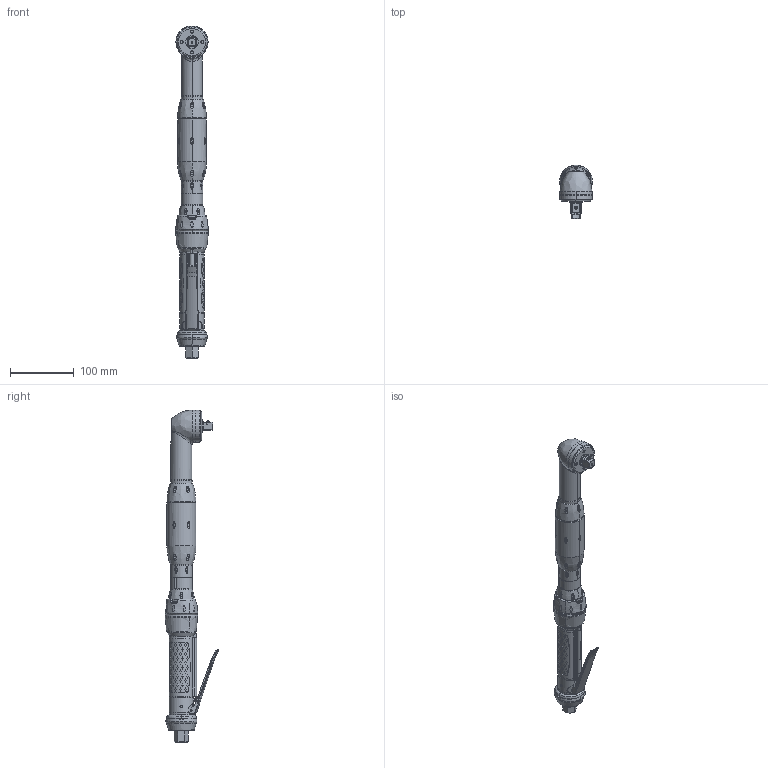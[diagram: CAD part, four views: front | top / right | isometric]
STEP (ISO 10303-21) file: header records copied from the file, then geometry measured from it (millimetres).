
FILE_DESCRIPTION((''),'2;1');
FILE_NAME('EXT_COMP_SW0001','2020-12-08T12:01:20',('INEEXTrab'),(''),'CREO PARAMETRIC BY PTC INC, 2018100','CREO PARAMETRIC BY PTC INC, 2018100','');
FILE_SCHEMA(('CONFIG_CONTROL_DESIGN'));
Products named in the file (1): EXT_COMP_SW0001
Bounding box: 51.39 x 84.72 x 521.75 mm (x, y, z)
Volume: 681604.7 mm3; surface area: 88428.3 mm2
Topology: 3 solids, 5 shells, 1558 faces, 3967 edges, 2606 vertices
Faces by surface type: bspline 874, cylinder 359, plane 147, torus 109, cone 63, extrusion 4, sphere 2
Entity records: 91173 total; most frequent: CARTESIAN_POINT 61768, ORIENTED_EDGE 7926, EDGE_CURVE 3963, DIRECTION 2967, B_SPLINE_CURVE_WITH_KNOTS 2945, VERTEX_POINT 2606, EDGE_LOOP 1767, FACE_OUTER_BOUND 1558
